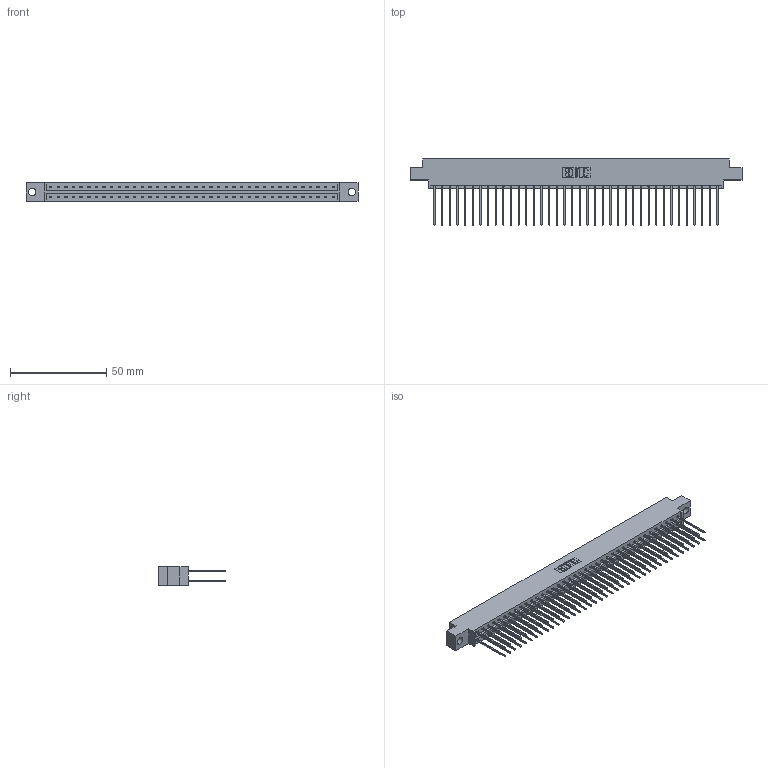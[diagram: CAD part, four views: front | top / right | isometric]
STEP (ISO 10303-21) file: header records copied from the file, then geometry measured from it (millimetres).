
FILE_DESCRIPTION (( 'STEP AP203' ), '1' );
FILE_NAME ('833-076-541-804.STEP', '2020-06-05T18:28:23', ( '' ), ( '' ), 'SwSTEP 2.0', 'SolidWorks 2020', '' );
FILE_SCHEMA (( 'CONFIG_CONTROL_DESIGN' ));
Length unit declared in the file: inch
Products named in the file (3): 833-076-541-804; 345-292-001_345-293-141; 833 Part_Offset - .156 Dia - TH
Assembly tree (77 placements, depth 2):
  833-076-541-804
    833 Part_Offset - .156 Dia - TH
    345-292-001_345-293-141  x76
Bounding box: 172.11 x 34.3 x 9.4 mm (x, y, z)
Volume: 17654.4 mm3; surface area: 23020.4 mm2
Topology: 77 solids, 77 shells, 4070 faces, 12103 edges, 7966 vertices
Faces by surface type: plane 2810, cylinder 1260
Entity records: 25117 total; most frequent: CARTESIAN_POINT 4170, ORIENTED_EDGE 4106, DIRECTION 3569, EDGE_CURVE 2053, LINE 1925, VECTOR 1925, VERTEX_POINT 1366, AXIS2_PLACEMENT_3D 822
